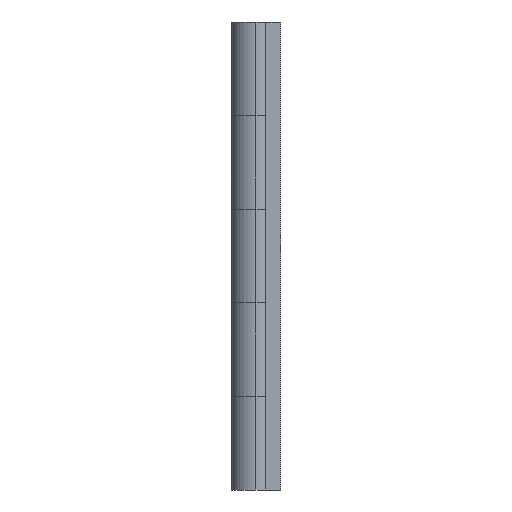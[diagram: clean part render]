
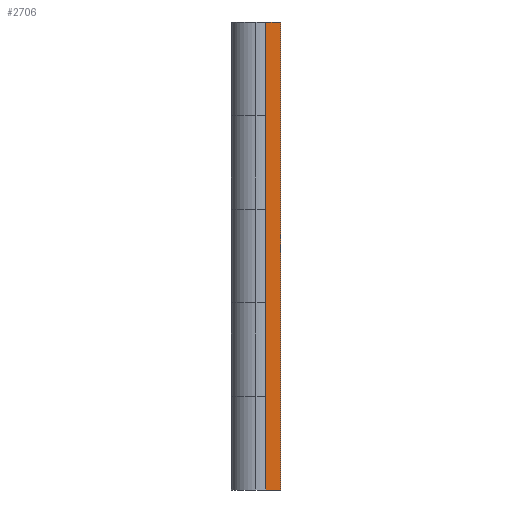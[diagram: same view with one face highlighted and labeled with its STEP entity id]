
A CAD part, left-side view. The second image highlights one B-rep face of the part: STEP entity #2706.
In plain terms, the highlighted planar face has unit normal (-1, 0, 0).
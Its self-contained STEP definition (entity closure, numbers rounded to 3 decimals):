
#314 = CARTESIAN_POINT ( 'NONE',  ( -40., -2.05, 50. ) ) ;
#1035 = DIRECTION ( 'NONE',  ( 0., -1., 0. ) ) ;
#1036 = VECTOR ( 'NONE', #1035, 1000. ) ;
#1037 = CARTESIAN_POINT ( 'NONE',  ( -40., -5.25, 50. ) ) ;
#1044 = LINE ( 'NONE', #1037, #1036 ) ;
#1062 = DIRECTION ( 'NONE',  ( 0., -1., 0. ) ) ;
#1063 = VECTOR ( 'NONE', #1062, 1000. ) ;
#1064 = CARTESIAN_POINT ( 'NONE',  ( -40., -5.25, -50. ) ) ;
#1065 = LINE ( 'NONE', #1064, #1063 ) ;
#1081 = CARTESIAN_POINT ( 'NONE',  ( -40., -2.05, -50. ) ) ;
#1097 = CARTESIAN_POINT ( 'NONE',  ( -40., -5.25, 50. ) ) ;
#1169 = CARTESIAN_POINT ( 'NONE',  ( -40., -5.25, -50. ) ) ;
#1236 = DIRECTION ( 'NONE',  ( 0., 0., -1. ) ) ;
#1237 = VECTOR ( 'NONE', #1236, 1000. ) ;
#1238 = CARTESIAN_POINT ( 'NONE',  ( -40., -5.25, 50. ) ) ;
#1239 = LINE ( 'NONE', #1238, #1237 ) ;
#1240 = DIRECTION ( 'NONE',  ( 0., 0., -1. ) ) ;
#1241 = DIRECTION ( 'NONE',  ( 1., 0., 0. ) ) ;
#1242 = CARTESIAN_POINT ( 'NONE',  ( -40., -5.25, 50. ) ) ;
#1243 = AXIS2_PLACEMENT_3D ( 'NONE', #1242, #1241, #1240 ) ;
#1244 = PLANE ( 'NONE',  #1243 ) ;
#1245 = FACE_OUTER_BOUND ( 'NONE', #2707, .T. ) ;
#1246 = DIRECTION ( 'NONE',  ( 0., 0., -1. ) ) ;
#1247 = VECTOR ( 'NONE', #1246, 1000. ) ;
#1248 = CARTESIAN_POINT ( 'NONE',  ( -40., -2.05, 50. ) ) ;
#1249 = LINE ( 'NONE', #1248, #1247 ) ;
#2204 = VERTEX_POINT ( 'NONE', #314 ) ;
#2591 = EDGE_CURVE ( 'NONE', #2614, #2671, #1065, .T. ) ;
#2605 = EDGE_CURVE ( 'NONE', #2204, #2606, #1044, .T. ) ;
#2606 = VERTEX_POINT ( 'NONE', #1097 ) ;
#2614 = VERTEX_POINT ( 'NONE', #1081 ) ;
#2671 = VERTEX_POINT ( 'NONE', #1169 ) ;
#2705 = EDGE_CURVE ( 'NONE', #2204, #2614, #1249, .T. ) ;
#2706 = ADVANCED_FACE ( 'NONE', ( #1245 ), #1244, .F. ) ;
#2707 = EDGE_LOOP ( 'NONE', ( #2708, #2709, #2711, #2712 ) ) ;
#2708 = ORIENTED_EDGE ( 'NONE', *, *, #2591, .T. ) ;
#2709 = ORIENTED_EDGE ( 'NONE', *, *, #2710, .F. ) ;
#2710 = EDGE_CURVE ( 'NONE', #2606, #2671, #1239, .T. ) ;
#2711 = ORIENTED_EDGE ( 'NONE', *, *, #2605, .F. ) ;
#2712 = ORIENTED_EDGE ( 'NONE', *, *, #2705, .T. ) ;
